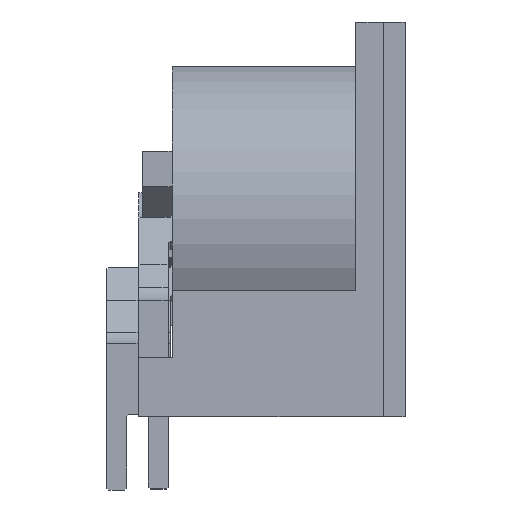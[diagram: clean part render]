
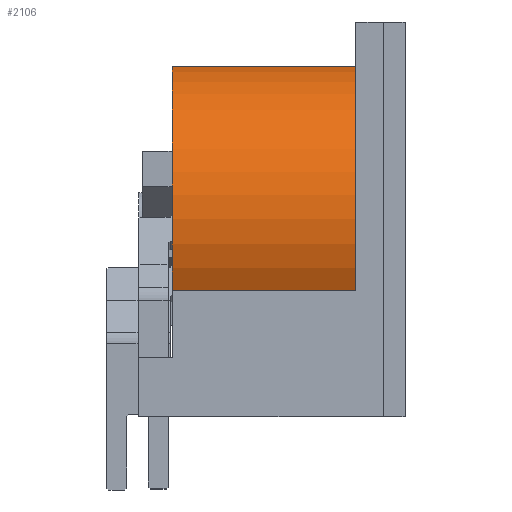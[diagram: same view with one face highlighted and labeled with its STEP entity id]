
A CAD part, left-side view. The second image highlights one B-rep face of the part: STEP entity #2106.
In plain terms, the highlighted cylindrical face has radius 7.85 mm (diameter 15.7 mm), a partial arc.
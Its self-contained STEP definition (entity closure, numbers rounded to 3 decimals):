
#63 = PLANE('',#64);
#64 = AXIS2_PLACEMENT_3D('',#65,#66,#67);
#65 = CARTESIAN_POINT('',(0.,-0.85,6.4));
#66 = DIRECTION('',(0.,0.,1.));
#67 = DIRECTION('',(1.,0.,-0.));
#88 = VERTEX_POINT('',#89);
#89 = CARTESIAN_POINT('',(-6.976,-4.25,6.4));
#102 = PLANE('',#103);
#103 = AXIS2_PLACEMENT_3D('',#104,#105,#106);
#104 = CARTESIAN_POINT('',(8.9,-4.25,0.));
#105 = DIRECTION('',(0.,-1.,0.));
#106 = DIRECTION('',(-1.,0.,0.));
#113 = EDGE_CURVE('',#114,#88,#116,.T.);
#114 = VERTEX_POINT('',#115);
#115 = CARTESIAN_POINT('',(-6.976,5.05,6.4));
#116 = SURFACE_CURVE('',#117,(#121,#127),.PCURVE_S1.);
#117 = LINE('',#118,#119);
#118 = CARTESIAN_POINT('',(-6.976,-4.25,6.4));
#119 = VECTOR('',#120,1.);
#120 = DIRECTION('',(-0.,-1.,0.));
#121 = PCURVE('',#63,#122);
#122 = DEFINITIONAL_REPRESENTATION('',(#123),#126);
#123 = B_SPLINE_CURVE_WITH_KNOTS('',1,(#124,#125),.UNSPECIFIED.,.F.,.F.,
  (2,2),(-9.3,0.),.PIECEWISE_BEZIER_KNOTS.);
#124 = CARTESIAN_POINT('',(-6.976,5.9));
#125 = CARTESIAN_POINT('',(-6.976,-3.4));
#126 = ( GEOMETRIC_REPRESENTATION_CONTEXT(2) 
PARAMETRIC_REPRESENTATION_CONTEXT() REPRESENTATION_CONTEXT('2D SPACE',''
  ) );
#127 = PCURVE('',#128,#133);
#128 = CYLINDRICAL_SURFACE('',#129,7.85);
#129 = AXIS2_PLACEMENT_3D('',#130,#131,#132);
#130 = CARTESIAN_POINT('',(0.,-4.25,10.));
#131 = DIRECTION('',(-0.,-1.,0.));
#132 = DIRECTION('',(-1.,0.,0.));
#133 = DEFINITIONAL_REPRESENTATION('',(#134),#137);
#134 = B_SPLINE_CURVE_WITH_KNOTS('',1,(#135,#136),.UNSPECIFIED.,.F.,.F.,
  (2,2),(-9.3,0.),.PIECEWISE_BEZIER_KNOTS.);
#135 = CARTESIAN_POINT('',(-5.807,-9.3));
#136 = CARTESIAN_POINT('',(-5.807,0.));
#137 = ( GEOMETRIC_REPRESENTATION_CONTEXT(2) 
PARAMETRIC_REPRESENTATION_CONTEXT() REPRESENTATION_CONTEXT('2D SPACE',''
  ) );
#153 = PLANE('',#154);
#154 = AXIS2_PLACEMENT_3D('',#155,#156,#157);
#155 = CARTESIAN_POINT('',(-0.038,5.05,9.418));
#156 = DIRECTION('',(0.,1.,0.));
#157 = DIRECTION('',(0.,0.,1.));
#356 = EDGE_CURVE('',#114,#357,#359,.T.);
#357 = VERTEX_POINT('',#358);
#358 = CARTESIAN_POINT('',(-7.85,5.05,10.));
#359 = SURFACE_CURVE('',#360,(#365,#372),.PCURVE_S1.);
#360 = CIRCLE('',#361,7.85);
#361 = AXIS2_PLACEMENT_3D('',#362,#363,#364);
#362 = CARTESIAN_POINT('',(0.,5.05,10.));
#363 = DIRECTION('',(0.,1.,-0.));
#364 = DIRECTION('',(-1.,0.,0.));
#365 = PCURVE('',#153,#366);
#366 = DEFINITIONAL_REPRESENTATION('',(#367),#371);
#367 = CIRCLE('',#368,7.85);
#368 = AXIS2_PLACEMENT_2D('',#369,#370);
#369 = CARTESIAN_POINT('',(0.582,0.038));
#370 = DIRECTION('',(0.,-1.));
#371 = ( GEOMETRIC_REPRESENTATION_CONTEXT(2) 
PARAMETRIC_REPRESENTATION_CONTEXT() REPRESENTATION_CONTEXT('2D SPACE',''
  ) );
#372 = PCURVE('',#128,#373);
#373 = DEFINITIONAL_REPRESENTATION('',(#374),#378);
#374 = LINE('',#375,#376);
#375 = CARTESIAN_POINT('',(-0.,-9.3));
#376 = VECTOR('',#377,1.);
#377 = DIRECTION('',(-1.,0.));
#378 = ( GEOMETRIC_REPRESENTATION_CONTEXT(2) 
PARAMETRIC_REPRESENTATION_CONTEXT() REPRESENTATION_CONTEXT('2D SPACE',''
  ) );
#380 = EDGE_CURVE('',#357,#381,#383,.T.);
#381 = VERTEX_POINT('',#382);
#382 = CARTESIAN_POINT('',(-1.25,5.05,17.75));
#383 = SURFACE_CURVE('',#384,(#389,#396),.PCURVE_S1.);
#384 = CIRCLE('',#385,7.85);
#385 = AXIS2_PLACEMENT_3D('',#386,#387,#388);
#386 = CARTESIAN_POINT('',(0.,5.05,10.));
#387 = DIRECTION('',(0.,1.,-0.));
#388 = DIRECTION('',(-1.,0.,0.));
#389 = PCURVE('',#153,#390);
#390 = DEFINITIONAL_REPRESENTATION('',(#391),#395);
#391 = CIRCLE('',#392,7.85);
#392 = AXIS2_PLACEMENT_2D('',#393,#394);
#393 = CARTESIAN_POINT('',(0.582,0.038));
#394 = DIRECTION('',(0.,-1.));
#395 = ( GEOMETRIC_REPRESENTATION_CONTEXT(2) 
PARAMETRIC_REPRESENTATION_CONTEXT() REPRESENTATION_CONTEXT('2D SPACE',''
  ) );
#396 = PCURVE('',#128,#397);
#397 = DEFINITIONAL_REPRESENTATION('',(#398),#402);
#398 = LINE('',#399,#400);
#399 = CARTESIAN_POINT('',(-6.283,-9.3));
#400 = VECTOR('',#401,1.);
#401 = DIRECTION('',(-1.,0.));
#402 = ( GEOMETRIC_REPRESENTATION_CONTEXT(2) 
PARAMETRIC_REPRESENTATION_CONTEXT() REPRESENTATION_CONTEXT('2D SPACE',''
  ) );
#420 = PLANE('',#421);
#421 = AXIS2_PLACEMENT_3D('',#422,#423,#424);
#422 = CARTESIAN_POINT('',(-1.25,-0.239,15.775));
#423 = DIRECTION('',(1.,0.,0.));
#424 = DIRECTION('',(-0.,0.,1.));
#2106 = ADVANCED_FACE('',(#2107),#128,.T.);
#2107 = FACE_BOUND('',#2108,.F.);
#2108 = EDGE_LOOP('',(#2109,#2110,#2132,#2160,#2186,#2187));
#2109 = ORIENTED_EDGE('',*,*,#380,.T.);
#2110 = ORIENTED_EDGE('',*,*,#2111,.T.);
#2111 = EDGE_CURVE('',#381,#2112,#2114,.T.);
#2112 = VERTEX_POINT('',#2113);
#2113 = CARTESIAN_POINT('',(-1.25,-4.25,17.75));
#2114 = SURFACE_CURVE('',#2115,(#2119,#2125),.PCURVE_S1.);
#2115 = LINE('',#2116,#2117);
#2116 = CARTESIAN_POINT('',(-1.25,-4.25,17.75));
#2117 = VECTOR('',#2118,1.);
#2118 = DIRECTION('',(-0.,-1.,0.));
#2119 = PCURVE('',#128,#2120);
#2120 = DEFINITIONAL_REPRESENTATION('',(#2121),#2124);
#2121 = B_SPLINE_CURVE_WITH_KNOTS('',1,(#2122,#2123),.UNSPECIFIED.,.F.,
  .F.,(2,2),(-9.3,0.),.PIECEWISE_BEZIER_KNOTS.);
#2122 = CARTESIAN_POINT('',(-7.694,-9.3));
#2123 = CARTESIAN_POINT('',(-7.694,0.));
#2124 = ( GEOMETRIC_REPRESENTATION_CONTEXT(2) 
PARAMETRIC_REPRESENTATION_CONTEXT() REPRESENTATION_CONTEXT('2D SPACE',''
  ) );
#2125 = PCURVE('',#420,#2126);
#2126 = DEFINITIONAL_REPRESENTATION('',(#2127),#2131);
#2127 = LINE('',#2128,#2129);
#2128 = CARTESIAN_POINT('',(1.975,4.011));
#2129 = VECTOR('',#2130,1.);
#2130 = DIRECTION('',(0.,1.));
#2131 = ( GEOMETRIC_REPRESENTATION_CONTEXT(2) 
PARAMETRIC_REPRESENTATION_CONTEXT() REPRESENTATION_CONTEXT('2D SPACE',''
  ) );
#2132 = ORIENTED_EDGE('',*,*,#2133,.F.);
#2133 = EDGE_CURVE('',#2134,#2112,#2136,.T.);
#2134 = VERTEX_POINT('',#2135);
#2135 = CARTESIAN_POINT('',(-7.85,-4.25,10.));
#2136 = SURFACE_CURVE('',#2137,(#2142,#2149),.PCURVE_S1.);
#2137 = CIRCLE('',#2138,7.85);
#2138 = AXIS2_PLACEMENT_3D('',#2139,#2140,#2141);
#2139 = CARTESIAN_POINT('',(0.,-4.25,10.));
#2140 = DIRECTION('',(0.,1.,-0.));
#2141 = DIRECTION('',(-1.,0.,0.));
#2142 = PCURVE('',#128,#2143);
#2143 = DEFINITIONAL_REPRESENTATION('',(#2144),#2148);
#2144 = LINE('',#2145,#2146);
#2145 = CARTESIAN_POINT('',(-6.283,0.));
#2146 = VECTOR('',#2147,1.);
#2147 = DIRECTION('',(-1.,0.));
#2148 = ( GEOMETRIC_REPRESENTATION_CONTEXT(2) 
PARAMETRIC_REPRESENTATION_CONTEXT() REPRESENTATION_CONTEXT('2D SPACE',''
  ) );
#2149 = PCURVE('',#102,#2150);
#2150 = DEFINITIONAL_REPRESENTATION('',(#2151),#2159);
#2151 = ( BOUNDED_CURVE() B_SPLINE_CURVE(2,(#2152,#2153,#2154,#2155,
#2156,#2157,#2158),.UNSPECIFIED.,.T.,.F.) B_SPLINE_CURVE_WITH_KNOTS((1,2
    ,2,2,2,1),(-2.094,0.,2.094,4.189,
6.283,8.378),.UNSPECIFIED.) CURVE() 
GEOMETRIC_REPRESENTATION_ITEM() RATIONAL_B_SPLINE_CURVE((1.,0.5,1.,0.5,
1.,0.5,1.)) REPRESENTATION_ITEM('') );
#2152 = CARTESIAN_POINT('',(16.75,-10.));
#2153 = CARTESIAN_POINT('',(16.75,-23.597));
#2154 = CARTESIAN_POINT('',(4.975,-16.798));
#2155 = CARTESIAN_POINT('',(-6.8,-10.));
#2156 = CARTESIAN_POINT('',(4.975,-3.202));
#2157 = CARTESIAN_POINT('',(16.75,3.597));
#2158 = CARTESIAN_POINT('',(16.75,-10.));
#2159 = ( GEOMETRIC_REPRESENTATION_CONTEXT(2) 
PARAMETRIC_REPRESENTATION_CONTEXT() REPRESENTATION_CONTEXT('2D SPACE',''
  ) );
#2160 = ORIENTED_EDGE('',*,*,#2161,.F.);
#2161 = EDGE_CURVE('',#88,#2134,#2162,.T.);
#2162 = SURFACE_CURVE('',#2163,(#2168,#2175),.PCURVE_S1.);
#2163 = CIRCLE('',#2164,7.85);
#2164 = AXIS2_PLACEMENT_3D('',#2165,#2166,#2167);
#2165 = CARTESIAN_POINT('',(0.,-4.25,10.));
#2166 = DIRECTION('',(0.,1.,-0.));
#2167 = DIRECTION('',(-1.,0.,0.));
#2168 = PCURVE('',#128,#2169);
#2169 = DEFINITIONAL_REPRESENTATION('',(#2170),#2174);
#2170 = LINE('',#2171,#2172);
#2171 = CARTESIAN_POINT('',(-0.,0.));
#2172 = VECTOR('',#2173,1.);
#2173 = DIRECTION('',(-1.,0.));
#2174 = ( GEOMETRIC_REPRESENTATION_CONTEXT(2) 
PARAMETRIC_REPRESENTATION_CONTEXT() REPRESENTATION_CONTEXT('2D SPACE',''
  ) );
#2175 = PCURVE('',#102,#2176);
#2176 = DEFINITIONAL_REPRESENTATION('',(#2177),#2185);
#2177 = ( BOUNDED_CURVE() B_SPLINE_CURVE(2,(#2178,#2179,#2180,#2181,
#2182,#2183,#2184),.UNSPECIFIED.,.T.,.F.) B_SPLINE_CURVE_WITH_KNOTS((1,2
    ,2,2,2,1),(-2.094,0.,2.094,4.189,
6.283,8.378),.UNSPECIFIED.) CURVE() 
GEOMETRIC_REPRESENTATION_ITEM() RATIONAL_B_SPLINE_CURVE((1.,0.5,1.,0.5,
1.,0.5,1.)) REPRESENTATION_ITEM('') );
#2178 = CARTESIAN_POINT('',(16.75,-10.));
#2179 = CARTESIAN_POINT('',(16.75,-23.597));
#2180 = CARTESIAN_POINT('',(4.975,-16.798));
#2181 = CARTESIAN_POINT('',(-6.8,-10.));
#2182 = CARTESIAN_POINT('',(4.975,-3.202));
#2183 = CARTESIAN_POINT('',(16.75,3.597));
#2184 = CARTESIAN_POINT('',(16.75,-10.));
#2185 = ( GEOMETRIC_REPRESENTATION_CONTEXT(2) 
PARAMETRIC_REPRESENTATION_CONTEXT() REPRESENTATION_CONTEXT('2D SPACE',''
  ) );
#2186 = ORIENTED_EDGE('',*,*,#113,.F.);
#2187 = ORIENTED_EDGE('',*,*,#356,.T.);
